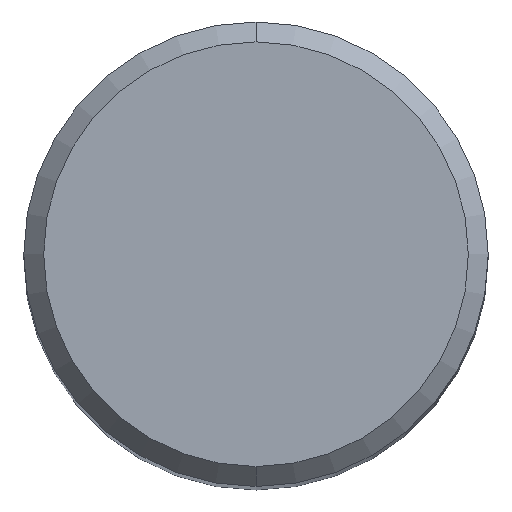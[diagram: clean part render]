
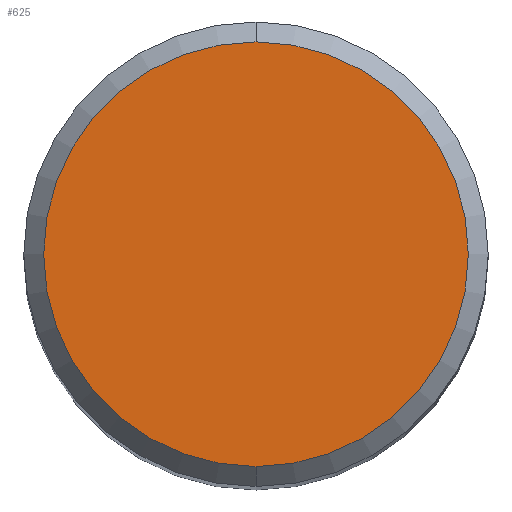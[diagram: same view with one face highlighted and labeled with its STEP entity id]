
A CAD part, top view. The second image highlights one B-rep face of the part: STEP entity #625.
In plain terms, the highlighted planar face has unit normal (0, 0, 1).
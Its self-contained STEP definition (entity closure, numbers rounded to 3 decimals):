
#489=EDGE_CURVE('',#539,#525,#1102,.T.);
#525=VERTEX_POINT('',#1143);
#539=VERTEX_POINT('',#1158);
#625=ADVANCED_FACE('',(#1250),#1251,.T.);
#795=EDGE_CURVE('',#525,#539,#1437,.T.);
#1102=CIRCLE('',#5805,6.4);
#1143=CARTESIAN_POINT('',(0.0,6.4,0.0));
#1158=CARTESIAN_POINT('',(0.,-6.4,0.0));
#1250=FACE_OUTER_BOUND('',#7676,.T.);
#1251=PLANE('',#7677);
#1437=CIRCLE('',#8634,6.4);
#5805=AXIS2_PLACEMENT_3D('',#9356,#9357,#9358);
#7676=EDGE_LOOP('',(#9502,#9503));
#7677=AXIS2_PLACEMENT_3D('',#9504,#9505,#9506);
#8634=AXIS2_PLACEMENT_3D('',#9690,#9691,#9692);
#9356=CARTESIAN_POINT('',(0.0,0.0,0.0));
#9357=DIRECTION('',(0.0,0.0,-1.0));
#9358=DIRECTION('',(0.0,1.0,0.0));
#9502=ORIENTED_EDGE('',*,*,#795,.F.);
#9503=ORIENTED_EDGE('',*,*,#489,.F.);
#9504=CARTESIAN_POINT('',(0.0,3.2,0.0));
#9505=DIRECTION('',(-0.0,0.0,1.0));
#9506=DIRECTION('',(0.0,-1.0,0.0));
#9690=CARTESIAN_POINT('',(0.0,0.0,0.0));
#9691=DIRECTION('',(0.0,0.0,-1.0));
#9692=DIRECTION('',(0.0,1.0,0.0));
